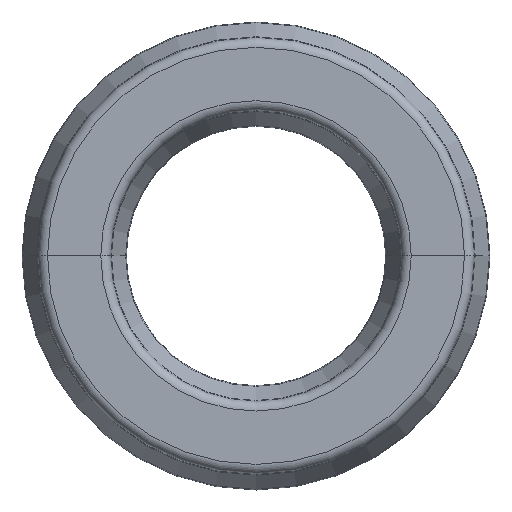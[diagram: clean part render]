
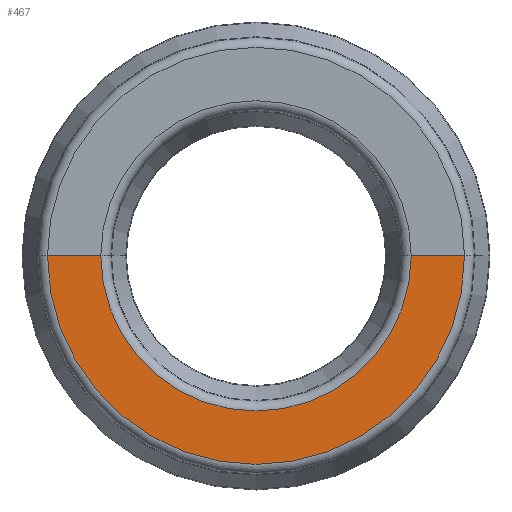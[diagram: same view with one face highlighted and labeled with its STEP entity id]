
A CAD part, top view. The second image highlights one B-rep face of the part: STEP entity #467.
In plain terms, the highlighted planar face has unit normal (0, 0, 1).
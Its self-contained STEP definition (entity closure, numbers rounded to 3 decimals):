
#12 = ORIENTED_EDGE ( 'NONE', *, *, #556, .F. ) ;
#27 = CARTESIAN_POINT ( 'NONE',  ( -4.3, 0., 0. ) ) ;
#60 = DIRECTION ( 'NONE',  ( 0., 0., 1. ) ) ;
#70 = CARTESIAN_POINT ( 'NONE',  ( 0., 0., 0. ) ) ;
#138 = FACE_OUTER_BOUND ( 'NONE', #934, .T. ) ;
#206 = DIRECTION ( 'NONE',  ( 1., 0., 0. ) ) ;
#233 = ORIENTED_EDGE ( 'NONE', *, *, #652, .T. ) ;
#269 = LINE ( 'NONE', #27, #328 ) ;
#284 = CARTESIAN_POINT ( 'NONE',  ( 4.3, 0., 0. ) ) ;
#286 = DIRECTION ( 'NONE',  ( 0., 0., -1. ) ) ;
#288 = ORIENTED_EDGE ( 'NONE', *, *, #863, .T. ) ;
#289 = VERTEX_POINT ( 'NONE', #403 ) ;
#291 = CARTESIAN_POINT ( 'NONE',  ( 4.3, 0., 0. ) ) ;
#325 = VECTOR ( 'NONE', #384, 1000. ) ;
#328 = VECTOR ( 'NONE', #587, 1000. ) ;
#332 = AXIS2_PLACEMENT_3D ( 'NONE', #70, #548, #980 ) ;
#356 = EDGE_CURVE ( 'NONE', #402, #805, #269, .T. ) ;
#366 = PLANE ( 'NONE',  #781 ) ;
#384 = DIRECTION ( 'NONE',  ( -1., 0., 0. ) ) ;
#402 = VERTEX_POINT ( 'NONE', #813 ) ;
#403 = CARTESIAN_POINT ( 'NONE',  ( 3.2, 0., 0. ) ) ;
#406 = CARTESIAN_POINT ( 'NONE',  ( 4.3, 0., 0. ) ) ;
#409 = LINE ( 'NONE', #406, #325 ) ;
#467 = ADVANCED_FACE ( 'NONE', ( #138 ), #366, .T. ) ;
#487 = ORIENTED_EDGE ( 'NONE', *, *, #356, .F. ) ;
#542 = CARTESIAN_POINT ( 'NONE',  ( 0., 0., 0. ) ) ;
#548 = DIRECTION ( 'NONE',  ( 0., 0., -1. ) ) ;
#556 = EDGE_CURVE ( 'NONE', #742, #402, #608, .T. ) ;
#587 = DIRECTION ( 'NONE',  ( 1., 0., 0. ) ) ;
#608 = CIRCLE ( 'NONE', #938, 4.3 ) ;
#652 = EDGE_CURVE ( 'NONE', #742, #289, #409, .T. ) ;
#742 = VERTEX_POINT ( 'NONE', #284 ) ;
#781 = AXIS2_PLACEMENT_3D ( 'NONE', #291, #60, #915 ) ;
#805 = VERTEX_POINT ( 'NONE', #814 ) ;
#813 = CARTESIAN_POINT ( 'NONE',  ( -4.3, 0., 0. ) ) ;
#814 = CARTESIAN_POINT ( 'NONE',  ( -3.2, 0., 0. ) ) ;
#863 = EDGE_CURVE ( 'NONE', #289, #805, #942, .T. ) ;
#915 = DIRECTION ( 'NONE',  ( 1., 0., 0. ) ) ;
#934 = EDGE_LOOP ( 'NONE', ( #233, #288, #487, #12 ) ) ;
#938 = AXIS2_PLACEMENT_3D ( 'NONE', #542, #286, #206 ) ;
#942 = CIRCLE ( 'NONE', #332, 3.2 ) ;
#980 = DIRECTION ( 'NONE',  ( 1., 0., 0. ) ) ;
